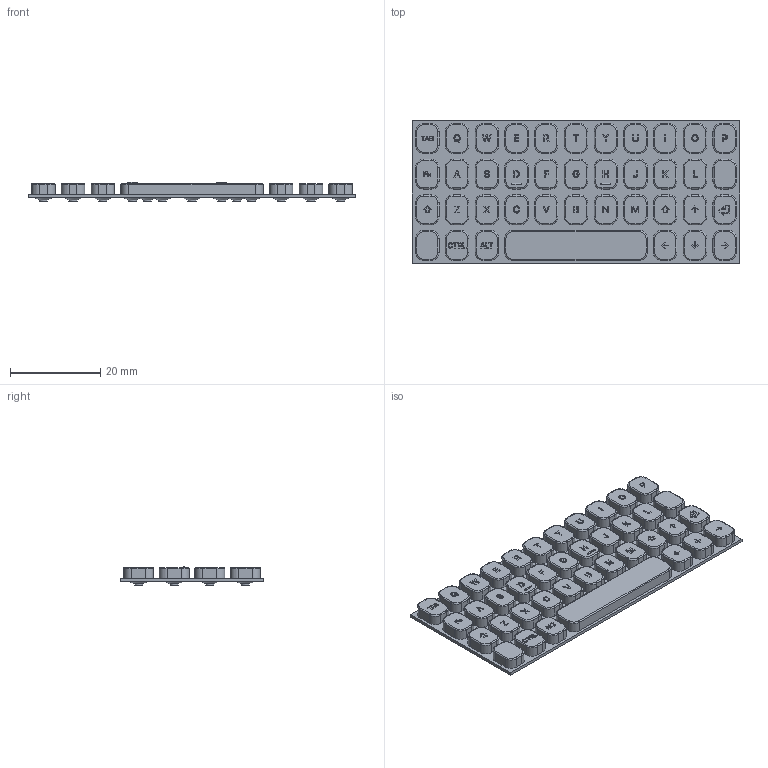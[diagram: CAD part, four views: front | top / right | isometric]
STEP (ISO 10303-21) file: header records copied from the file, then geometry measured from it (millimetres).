
FILE_DESCRIPTION(/* description */ (''),/* implementation_level */ '2;1');
FILE_NAME(/* name */ 'keyboard_4x11.step',/* time_stamp */ '2024-11-20T00:54:04+01:00',/* author */ (''),/* organization */ (''),/* preprocessor_version */ 'ST-DEVELOPER v20',/* originating_system */ 'Autodesk Translation Framework v13.20.0.188',/* authorisation */ '');
FILE_SCHEMA (('AUTOMOTIVE_DESIGN { 1 0 10303 214 3 1 1 }'));
Length unit declared in the file: millimetre
Products named in the file (1): Keyboard 4x11
Bounding box: 72.6 x 31.6 x 4.25 mm (x, y, z)
Volume: 5359.9 mm3; surface area: 7031.5 mm2
Topology: 46 solids, 46 shells, 1502 faces, 3608 edges, 2282 vertices
Faces by surface type: plane 754, cylinder 368, bspline 170, torus 160, cone 42, sphere 8
Full cylindrical faces by diameter (mm): 1.8 x42
Entity records: 45307 total; most frequent: CARTESIAN_POINT 10439, ORIENTED_EDGE 7216, DIRECTION 7048, EDGE_CURVE 3608, AXIS2_PLACEMENT_3D 2365, LINE 2318, VECTOR 2318, VERTEX_POINT 2282
